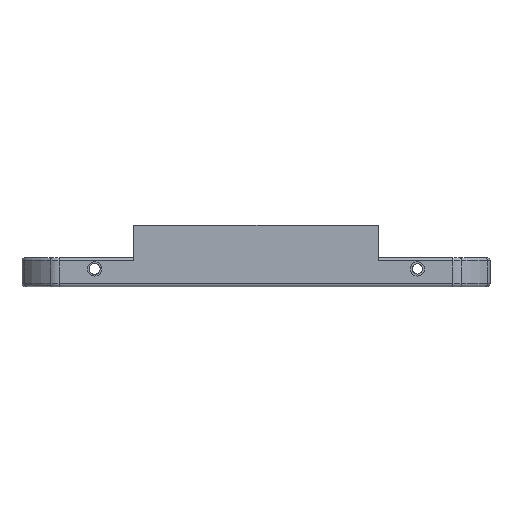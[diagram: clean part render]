
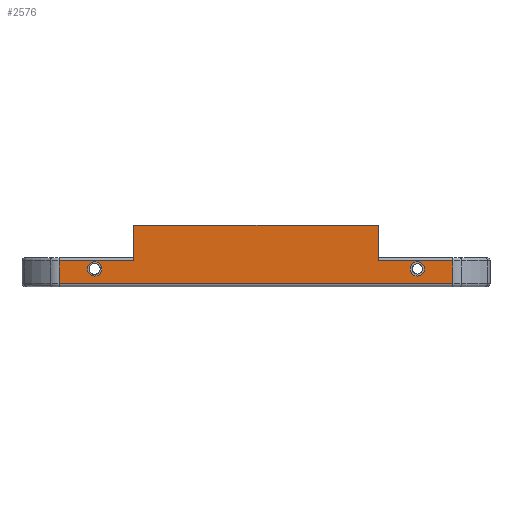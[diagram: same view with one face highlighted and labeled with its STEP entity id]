
A CAD part, left-side view. The second image highlights one B-rep face of the part: STEP entity #2576.
In plain terms, the highlighted planar face has unit normal (-1, 0, 0).
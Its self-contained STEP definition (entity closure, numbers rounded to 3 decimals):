
#1071 = VERTEX_POINT('',#1072);
#1072 = CARTESIAN_POINT('',(-22.5,-61.,1.));
#1099 = VERTEX_POINT('',#1100);
#1100 = CARTESIAN_POINT('',(-22.5,61.,1.));
#1123 = EDGE_CURVE('',#1099,#1071,#1124,.T.);
#1124 = LINE('',#1125,#1126);
#1125 = CARTESIAN_POINT('',(-22.5,61.,1.));
#1126 = VECTOR('',#1127,1.);
#1127 = DIRECTION('',(-0.,-1.,0.));
#2530 = EDGE_CURVE('',#1071,#2531,#2533,.T.);
#2531 = VERTEX_POINT('',#2532);
#2532 = CARTESIAN_POINT('',(-22.5,-61.,8.));
#2533 = LINE('',#2534,#2535);
#2534 = CARTESIAN_POINT('',(-22.5,-61.,0.));
#2535 = VECTOR('',#2536,1.);
#2536 = DIRECTION('',(0.,0.,1.));
#2555 = EDGE_CURVE('',#1099,#2556,#2558,.T.);
#2556 = VERTEX_POINT('',#2557);
#2557 = CARTESIAN_POINT('',(-22.5,61.,8.));
#2558 = LINE('',#2559,#2560);
#2559 = CARTESIAN_POINT('',(-22.5,61.,0.));
#2560 = VECTOR('',#2561,1.);
#2561 = DIRECTION('',(0.,0.,1.));
#2576 = ADVANCED_FACE('',(#2577,#2636,#2647),#2658,.T.);
#2577 = FACE_BOUND('',#2578,.T.);
#2578 = EDGE_LOOP('',(#2579,#2580,#2588,#2596,#2604,#2612,#2620,#2628,
    #2634,#2635));
#2579 = ORIENTED_EDGE('',*,*,#2530,.T.);
#2580 = ORIENTED_EDGE('',*,*,#2581,.F.);
#2581 = EDGE_CURVE('',#2582,#2531,#2584,.T.);
#2582 = VERTEX_POINT('',#2583);
#2583 = CARTESIAN_POINT('',(-22.5,-37.927,8.));
#2584 = LINE('',#2585,#2586);
#2585 = CARTESIAN_POINT('',(-22.5,-37.927,8.));
#2586 = VECTOR('',#2587,1.);
#2587 = DIRECTION('',(-0.,-1.,-0.));
#2588 = ORIENTED_EDGE('',*,*,#2589,.F.);
#2589 = EDGE_CURVE('',#2590,#2582,#2592,.T.);
#2590 = VERTEX_POINT('',#2591);
#2591 = CARTESIAN_POINT('',(-22.5,-37.927,9.));
#2592 = LINE('',#2593,#2594);
#2593 = CARTESIAN_POINT('',(-22.5,-37.927,9.));
#2594 = VECTOR('',#2595,1.);
#2595 = DIRECTION('',(-0.,-0.,-1.));
#2596 = ORIENTED_EDGE('',*,*,#2597,.T.);
#2597 = EDGE_CURVE('',#2590,#2598,#2600,.T.);
#2598 = VERTEX_POINT('',#2599);
#2599 = CARTESIAN_POINT('',(-22.5,-37.927,19.));
#2600 = LINE('',#2601,#2602);
#2601 = CARTESIAN_POINT('',(-22.5,-37.927,9.));
#2602 = VECTOR('',#2603,1.);
#2603 = DIRECTION('',(0.,0.,1.));
#2604 = ORIENTED_EDGE('',*,*,#2605,.F.);
#2605 = EDGE_CURVE('',#2606,#2598,#2608,.T.);
#2606 = VERTEX_POINT('',#2607);
#2607 = CARTESIAN_POINT('',(-22.5,37.927,19.));
#2608 = LINE('',#2609,#2610);
#2609 = CARTESIAN_POINT('',(-22.5,0.,19.));
#2610 = VECTOR('',#2611,1.);
#2611 = DIRECTION('',(0.,-1.,0.));
#2612 = ORIENTED_EDGE('',*,*,#2613,.F.);
#2613 = EDGE_CURVE('',#2614,#2606,#2616,.T.);
#2614 = VERTEX_POINT('',#2615);
#2615 = CARTESIAN_POINT('',(-22.5,37.927,9.));
#2616 = LINE('',#2617,#2618);
#2617 = CARTESIAN_POINT('',(-22.5,37.927,9.));
#2618 = VECTOR('',#2619,1.);
#2619 = DIRECTION('',(0.,0.,1.));
#2620 = ORIENTED_EDGE('',*,*,#2621,.T.);
#2621 = EDGE_CURVE('',#2614,#2622,#2624,.T.);
#2622 = VERTEX_POINT('',#2623);
#2623 = CARTESIAN_POINT('',(-22.5,37.927,8.));
#2624 = LINE('',#2625,#2626);
#2625 = CARTESIAN_POINT('',(-22.5,37.927,9.));
#2626 = VECTOR('',#2627,1.);
#2627 = DIRECTION('',(0.,0.,-1.));
#2628 = ORIENTED_EDGE('',*,*,#2629,.T.);
#2629 = EDGE_CURVE('',#2622,#2556,#2630,.T.);
#2630 = LINE('',#2631,#2632);
#2631 = CARTESIAN_POINT('',(-22.5,37.927,8.));
#2632 = VECTOR('',#2633,1.);
#2633 = DIRECTION('',(0.,1.,0.));
#2634 = ORIENTED_EDGE('',*,*,#2555,.F.);
#2635 = ORIENTED_EDGE('',*,*,#1123,.T.);
#2636 = FACE_BOUND('',#2637,.T.);
#2637 = EDGE_LOOP('',(#2638));
#2638 = ORIENTED_EDGE('',*,*,#2639,.T.);
#2639 = EDGE_CURVE('',#2640,#2640,#2642,.T.);
#2640 = VERTEX_POINT('',#2641);
#2641 = CARTESIAN_POINT('',(-22.5,50.,3.3));
#2642 = CIRCLE('',#2643,2.2);
#2643 = AXIS2_PLACEMENT_3D('',#2644,#2645,#2646);
#2644 = CARTESIAN_POINT('',(-22.5,50.,5.5));
#2645 = DIRECTION('',(1.,0.,0.));
#2646 = DIRECTION('',(0.,0.,-1.));
#2647 = FACE_BOUND('',#2648,.T.);
#2648 = EDGE_LOOP('',(#2649));
#2649 = ORIENTED_EDGE('',*,*,#2650,.T.);
#2650 = EDGE_CURVE('',#2651,#2651,#2653,.T.);
#2651 = VERTEX_POINT('',#2652);
#2652 = CARTESIAN_POINT('',(-22.5,-50.,3.3));
#2653 = CIRCLE('',#2654,2.2);
#2654 = AXIS2_PLACEMENT_3D('',#2655,#2656,#2657);
#2655 = CARTESIAN_POINT('',(-22.5,-50.,5.5));
#2656 = DIRECTION('',(1.,0.,0.));
#2657 = DIRECTION('',(0.,0.,-1.));
#2658 = PLANE('',#2659);
#2659 = AXIS2_PLACEMENT_3D('',#2660,#2661,#2662);
#2660 = CARTESIAN_POINT('',(-22.5,0.,7.864));
#2661 = DIRECTION('',(-1.,-0.,-0.));
#2662 = DIRECTION('',(0.,0.,-1.));
